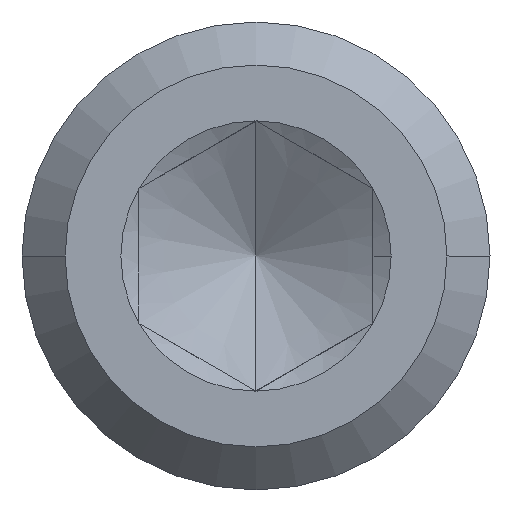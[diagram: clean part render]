
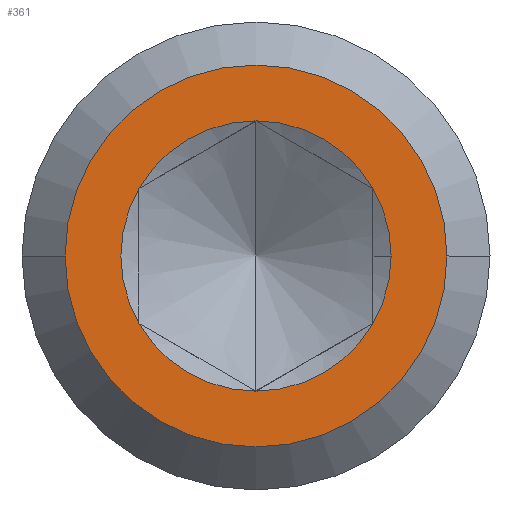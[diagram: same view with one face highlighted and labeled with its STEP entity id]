
A CAD part, left-side view. The second image highlights one B-rep face of the part: STEP entity #361.
In plain terms, the highlighted planar face has unit normal (-1, 0, 0).
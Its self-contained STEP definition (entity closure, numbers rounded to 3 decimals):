
#41=PLANE('',#399);
#55=CIRCLE('',#377,2.887);
#56=CIRCLE('',#379,4.08);
#63=CIRCLE('',#398,4.08);
#64=CIRCLE('',#400,2.887);
#65=CIRCLE('',#401,2.887);
#66=CIRCLE('',#402,2.887);
#67=CIRCLE('',#403,2.887);
#68=CIRCLE('',#404,2.887);
#69=CIRCLE('',#405,2.887);
#76=VERTEX_POINT('',#434);
#78=VERTEX_POINT('',#437);
#79=VERTEX_POINT('',#441);
#80=VERTEX_POINT('',#442);
#93=VERTEX_POINT('',#477);
#94=VERTEX_POINT('',#479);
#95=VERTEX_POINT('',#485);
#96=VERTEX_POINT('',#491);
#97=VERTEX_POINT('',#502);
#154=EDGE_CURVE('',#76,#78,#55,.T.);
#155=EDGE_CURVE('',#79,#80,#56,.T.);
#186=EDGE_CURVE('',#80,#79,#63,.T.);
#187=EDGE_CURVE('',#93,#94,#64,.F.);
#188=EDGE_CURVE('',#94,#97,#65,.F.);
#189=EDGE_CURVE('',#97,#76,#66,.F.);
#190=EDGE_CURVE('',#78,#96,#67,.F.);
#191=EDGE_CURVE('',#96,#95,#68,.F.);
#192=EDGE_CURVE('',#95,#93,#69,.F.);
#261=ORIENTED_EDGE('',*,*,#187,.T.);
#262=ORIENTED_EDGE('',*,*,#188,.T.);
#263=ORIENTED_EDGE('',*,*,#189,.T.);
#264=ORIENTED_EDGE('',*,*,#154,.T.);
#265=ORIENTED_EDGE('',*,*,#190,.T.);
#266=ORIENTED_EDGE('',*,*,#191,.T.);
#267=ORIENTED_EDGE('',*,*,#192,.T.);
#268=ORIENTED_EDGE('',*,*,#155,.F.);
#269=ORIENTED_EDGE('',*,*,#186,.F.);
#308=EDGE_LOOP('',(#261,#262,#263,#264,#265,#266,#267));
#309=EDGE_LOOP('',(#268,#269));
#335=FACE_BOUND('',#308,.T.);
#336=FACE_BOUND('',#309,.T.);
#361=ADVANCED_FACE('',(#335,#336),#41,.F.);
#377=AXIS2_PLACEMENT_3D('',#438,#549,#550);
#379=AXIS2_PLACEMENT_3D('',#440,#553,#554);
#398=AXIS2_PLACEMENT_3D('',#514,#602,#603);
#399=AXIS2_PLACEMENT_3D('',#515,#604,$);
#400=AXIS2_PLACEMENT_3D('',#516,#605,#606);
#401=AXIS2_PLACEMENT_3D('',#517,#607,#608);
#402=AXIS2_PLACEMENT_3D('',#518,#609,#610);
#403=AXIS2_PLACEMENT_3D('',#519,#611,#612);
#404=AXIS2_PLACEMENT_3D('',#520,#613,#614);
#405=AXIS2_PLACEMENT_3D('',#521,#615,#616);
#434=CARTESIAN_POINT('',(0.,-2.5,1.443));
#437=CARTESIAN_POINT('',(0.,-2.887,0.));
#438=CARTESIAN_POINT('',(0.,0.,0.));
#440=CARTESIAN_POINT('',(0.,0.,0.));
#441=CARTESIAN_POINT('',(0.,4.08,0.));
#442=CARTESIAN_POINT('',(0.,-4.08,0.));
#477=CARTESIAN_POINT('',(0.,2.5,-1.443));
#479=CARTESIAN_POINT('',(0.,2.5,1.443));
#485=CARTESIAN_POINT('',(0.,0.,-2.887));
#491=CARTESIAN_POINT('',(0.,-2.5,-1.443));
#502=CARTESIAN_POINT('',(0.,0.,2.887));
#514=CARTESIAN_POINT('',(0.,0.,0.));
#515=CARTESIAN_POINT('',(0.,0.,0.));
#516=CARTESIAN_POINT('',(0.,0.,0.));
#517=CARTESIAN_POINT('',(0.,0.,0.));
#518=CARTESIAN_POINT('',(0.,0.,0.));
#519=CARTESIAN_POINT('',(0.,0.,0.));
#520=CARTESIAN_POINT('',(0.,0.,0.));
#521=CARTESIAN_POINT('',(0.,0.,0.));
#549=DIRECTION('',(1.,0.,0.));
#550=DIRECTION('',(0.,-2.887,0.));
#553=DIRECTION('',(1.,0.,0.));
#554=DIRECTION('',(0.,4.08,0.));
#602=DIRECTION('',(1.,0.,0.));
#603=DIRECTION('',(0.,4.08,0.));
#604=DIRECTION('',(1.,0.,0.));
#605=DIRECTION('',(-1.,0.,0.));
#606=DIRECTION('',(0.,-2.887,0.));
#607=DIRECTION('',(-1.,0.,0.));
#608=DIRECTION('',(0.,-2.887,0.));
#609=DIRECTION('',(-1.,0.,0.));
#610=DIRECTION('',(0.,-2.887,0.));
#611=DIRECTION('',(-1.,0.,0.));
#612=DIRECTION('',(0.,-2.887,0.));
#613=DIRECTION('',(-1.,0.,0.));
#614=DIRECTION('',(0.,-2.887,0.));
#615=DIRECTION('',(-1.,0.,0.));
#616=DIRECTION('',(0.,-2.887,0.));
